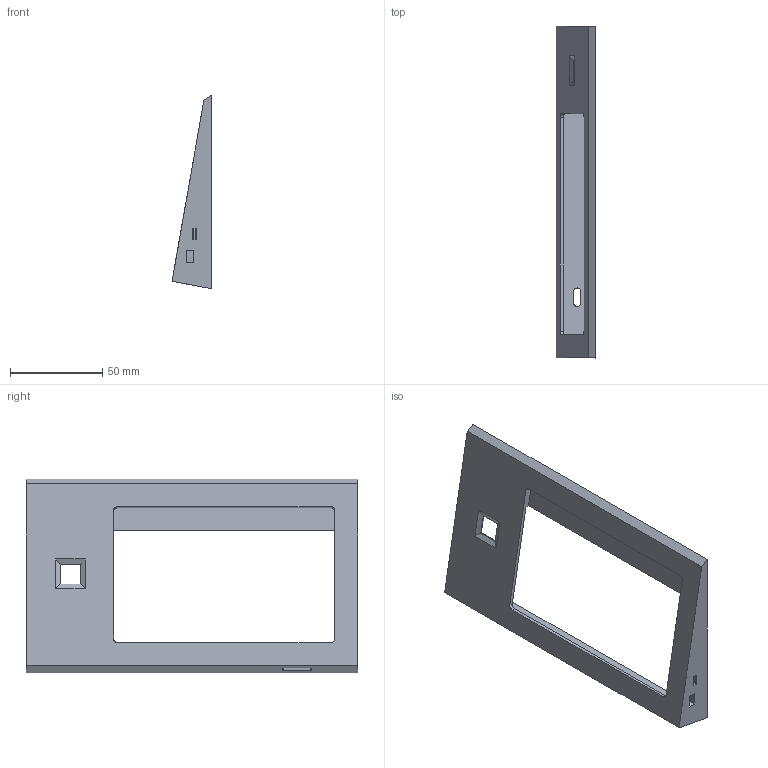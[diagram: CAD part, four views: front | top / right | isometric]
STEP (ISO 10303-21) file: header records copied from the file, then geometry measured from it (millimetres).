
FILE_DESCRIPTION (( 'STEP AP214' ), '1' );
FILE_NAME ('俋褲.STEP', '2026-01-18T14:52:39', ( '' ), ( '' ), 'SwSTEP 2.0', 'SolidWorks 2024', '' );
FILE_SCHEMA (( 'AUTOMOTIVE_DESIGN' ));
Length unit declared in the file: millimetre
Products named in the file (1): 外壳
Bounding box: 21.69 x 180 x 105 mm (x, y, z)
Volume: 40756.2 mm3; surface area: 36605.5 mm2
Topology: 1 solids, 1 shells, 112 faces, 282 edges, 188 vertices
Faces by surface type: plane 70, cylinder 42
Entity records: 3403 total; most frequent: CARTESIAN_POINT 625, DIRECTION 568, ORIENTED_EDGE 564, EDGE_CURVE 282, LINE 194, VECTOR 194, VERTEX_POINT 188, AXIS2_PLACEMENT_3D 187
